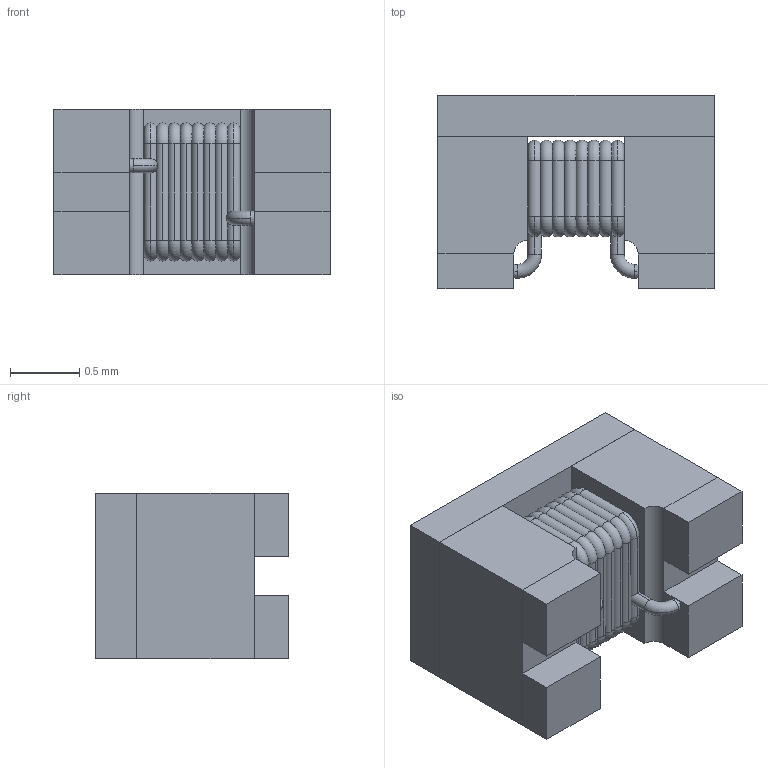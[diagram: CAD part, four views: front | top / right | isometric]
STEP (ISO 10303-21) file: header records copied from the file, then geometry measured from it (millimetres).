
FILE_DESCRIPTION (( 'STEP AP214' ), '1' );
FILE_NAME ('CM0805A371R-10.STEP', '2021-05-05T01:14:50', ( '' ), ( '' ), 'SwSTEP 2.0', 'SolidWorks 2017', '' );
FILE_SCHEMA (( 'AUTOMOTIVE_DESIGN' ));
Length unit declared in the file: millimetre
Products named in the file (1): CM0805A371R-10
Bounding box: 2 x 1.4 x 1.2 mm (x, y, z)
Volume: 2.7 mm3; surface area: 26.2 mm2
Topology: 7 solids, 7 shells, 266 faces, 602 edges, 350 vertices
Faces by surface type: cylinder 118, torus 100, plane 48
Entity records: 7568 total; most frequent: DIRECTION 1502, CARTESIAN_POINT 1273, ORIENTED_EDGE 1204, AXIS2_PLACEMENT_3D 643, EDGE_CURVE 602, CIRCLE 376, VERTEX_POINT 350, EDGE_LOOP 268
